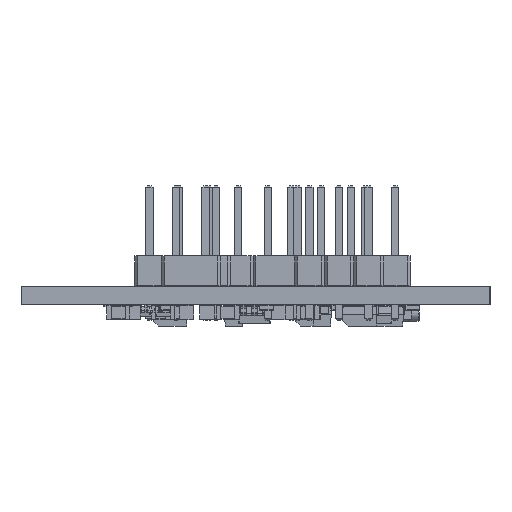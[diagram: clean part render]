
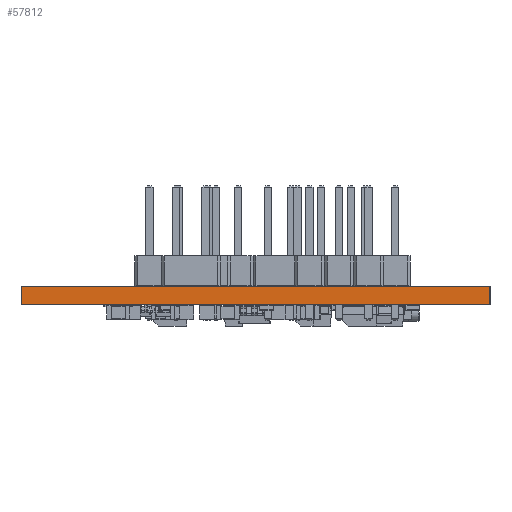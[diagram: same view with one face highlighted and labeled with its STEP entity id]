
A CAD part, left-side view. The second image highlights one B-rep face of the part: STEP entity #57812.
In plain terms, the highlighted planar face has unit normal (-1, 0, 0).
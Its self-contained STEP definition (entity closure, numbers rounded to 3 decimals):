
#57631 = PLANE('',#57632);
#57632 = AXIS2_PLACEMENT_3D('',#57633,#57634,#57635);
#57633 = CARTESIAN_POINT('',(65.786,5.334,0.));
#57634 = DIRECTION('',(0.,-1.,0.));
#57635 = DIRECTION('',(-1.,0.,0.));
#57656 = VERTEX_POINT('',#57657);
#57657 = CARTESIAN_POINT('',(5.334,5.334,1.58));
#57671 = PLANE('',#57672);
#57672 = AXIS2_PLACEMENT_3D('',#57673,#57674,#57675);
#57673 = CARTESIAN_POINT('',(35.56,25.4,1.58));
#57674 = DIRECTION('',(-0.,-0.,-1.));
#57675 = DIRECTION('',(-1.,0.,0.));
#57683 = EDGE_CURVE('',#57684,#57656,#57686,.T.);
#57684 = VERTEX_POINT('',#57685);
#57685 = CARTESIAN_POINT('',(5.334,5.334,0.));
#57686 = SURFACE_CURVE('',#57687,(#57691,#57698),.PCURVE_S1.);
#57687 = LINE('',#57688,#57689);
#57688 = CARTESIAN_POINT('',(5.334,5.334,0.));
#57689 = VECTOR('',#57690,1.);
#57690 = DIRECTION('',(0.,0.,1.));
#57691 = PCURVE('',#57631,#57692);
#57692 = DEFINITIONAL_REPRESENTATION('',(#57693),#57697);
#57693 = LINE('',#57694,#57695);
#57694 = CARTESIAN_POINT('',(60.452,0.));
#57695 = VECTOR('',#57696,1.);
#57696 = DIRECTION('',(0.,-1.));
#57697 = ( GEOMETRIC_REPRESENTATION_CONTEXT(2) 
PARAMETRIC_REPRESENTATION_CONTEXT() REPRESENTATION_CONTEXT('2D SPACE',''
  ) );
#57698 = PCURVE('',#57699,#57704);
#57699 = PLANE('',#57700);
#57700 = AXIS2_PLACEMENT_3D('',#57701,#57702,#57703);
#57701 = CARTESIAN_POINT('',(5.334,5.334,0.));
#57702 = DIRECTION('',(-1.,0.,0.));
#57703 = DIRECTION('',(0.,1.,0.));
#57704 = DEFINITIONAL_REPRESENTATION('',(#57705),#57709);
#57705 = LINE('',#57706,#57707);
#57706 = CARTESIAN_POINT('',(0.,0.));
#57707 = VECTOR('',#57708,1.);
#57708 = DIRECTION('',(0.,-1.));
#57709 = ( GEOMETRIC_REPRESENTATION_CONTEXT(2) 
PARAMETRIC_REPRESENTATION_CONTEXT() REPRESENTATION_CONTEXT('2D SPACE',''
  ) );
#57725 = PLANE('',#57726);
#57726 = AXIS2_PLACEMENT_3D('',#57727,#57728,#57729);
#57727 = CARTESIAN_POINT('',(35.56,25.4,0.));
#57728 = DIRECTION('',(-0.,-0.,-1.));
#57729 = DIRECTION('',(-1.,0.,0.));
#57758 = PLANE('',#57759);
#57759 = AXIS2_PLACEMENT_3D('',#57760,#57761,#57762);
#57760 = CARTESIAN_POINT('',(5.334,45.466,0.));
#57761 = DIRECTION('',(0.,1.,0.));
#57762 = DIRECTION('',(1.,0.,0.));
#57812 = ADVANCED_FACE('',(#57813),#57699,.T.);
#57813 = FACE_BOUND('',#57814,.T.);
#57814 = EDGE_LOOP('',(#57815,#57816,#57839,#57862));
#57815 = ORIENTED_EDGE('',*,*,#57683,.T.);
#57816 = ORIENTED_EDGE('',*,*,#57817,.T.);
#57817 = EDGE_CURVE('',#57656,#57818,#57820,.T.);
#57818 = VERTEX_POINT('',#57819);
#57819 = CARTESIAN_POINT('',(5.334,45.466,1.58));
#57820 = SURFACE_CURVE('',#57821,(#57825,#57832),.PCURVE_S1.);
#57821 = LINE('',#57822,#57823);
#57822 = CARTESIAN_POINT('',(5.334,5.334,1.58));
#57823 = VECTOR('',#57824,1.);
#57824 = DIRECTION('',(0.,1.,0.));
#57825 = PCURVE('',#57699,#57826);
#57826 = DEFINITIONAL_REPRESENTATION('',(#57827),#57831);
#57827 = LINE('',#57828,#57829);
#57828 = CARTESIAN_POINT('',(0.,-1.58));
#57829 = VECTOR('',#57830,1.);
#57830 = DIRECTION('',(1.,0.));
#57831 = ( GEOMETRIC_REPRESENTATION_CONTEXT(2) 
PARAMETRIC_REPRESENTATION_CONTEXT() REPRESENTATION_CONTEXT('2D SPACE',''
  ) );
#57832 = PCURVE('',#57671,#57833);
#57833 = DEFINITIONAL_REPRESENTATION('',(#57834),#57838);
#57834 = LINE('',#57835,#57836);
#57835 = CARTESIAN_POINT('',(30.226,-20.066));
#57836 = VECTOR('',#57837,1.);
#57837 = DIRECTION('',(0.,1.));
#57838 = ( GEOMETRIC_REPRESENTATION_CONTEXT(2) 
PARAMETRIC_REPRESENTATION_CONTEXT() REPRESENTATION_CONTEXT('2D SPACE',''
  ) );
#57839 = ORIENTED_EDGE('',*,*,#57840,.F.);
#57840 = EDGE_CURVE('',#57841,#57818,#57843,.T.);
#57841 = VERTEX_POINT('',#57842);
#57842 = CARTESIAN_POINT('',(5.334,45.466,0.));
#57843 = SURFACE_CURVE('',#57844,(#57848,#57855),.PCURVE_S1.);
#57844 = LINE('',#57845,#57846);
#57845 = CARTESIAN_POINT('',(5.334,45.466,0.));
#57846 = VECTOR('',#57847,1.);
#57847 = DIRECTION('',(0.,0.,1.));
#57848 = PCURVE('',#57699,#57849);
#57849 = DEFINITIONAL_REPRESENTATION('',(#57850),#57854);
#57850 = LINE('',#57851,#57852);
#57851 = CARTESIAN_POINT('',(40.132,0.));
#57852 = VECTOR('',#57853,1.);
#57853 = DIRECTION('',(0.,-1.));
#57854 = ( GEOMETRIC_REPRESENTATION_CONTEXT(2) 
PARAMETRIC_REPRESENTATION_CONTEXT() REPRESENTATION_CONTEXT('2D SPACE',''
  ) );
#57855 = PCURVE('',#57758,#57856);
#57856 = DEFINITIONAL_REPRESENTATION('',(#57857),#57861);
#57857 = LINE('',#57858,#57859);
#57858 = CARTESIAN_POINT('',(0.,0.));
#57859 = VECTOR('',#57860,1.);
#57860 = DIRECTION('',(0.,-1.));
#57861 = ( GEOMETRIC_REPRESENTATION_CONTEXT(2) 
PARAMETRIC_REPRESENTATION_CONTEXT() REPRESENTATION_CONTEXT('2D SPACE',''
  ) );
#57862 = ORIENTED_EDGE('',*,*,#57863,.F.);
#57863 = EDGE_CURVE('',#57684,#57841,#57864,.T.);
#57864 = SURFACE_CURVE('',#57865,(#57869,#57876),.PCURVE_S1.);
#57865 = LINE('',#57866,#57867);
#57866 = CARTESIAN_POINT('',(5.334,5.334,0.));
#57867 = VECTOR('',#57868,1.);
#57868 = DIRECTION('',(0.,1.,0.));
#57869 = PCURVE('',#57699,#57870);
#57870 = DEFINITIONAL_REPRESENTATION('',(#57871),#57875);
#57871 = LINE('',#57872,#57873);
#57872 = CARTESIAN_POINT('',(0.,0.));
#57873 = VECTOR('',#57874,1.);
#57874 = DIRECTION('',(1.,0.));
#57875 = ( GEOMETRIC_REPRESENTATION_CONTEXT(2) 
PARAMETRIC_REPRESENTATION_CONTEXT() REPRESENTATION_CONTEXT('2D SPACE',''
  ) );
#57876 = PCURVE('',#57725,#57877);
#57877 = DEFINITIONAL_REPRESENTATION('',(#57878),#57882);
#57878 = LINE('',#57879,#57880);
#57879 = CARTESIAN_POINT('',(30.226,-20.066));
#57880 = VECTOR('',#57881,1.);
#57881 = DIRECTION('',(0.,1.));
#57882 = ( GEOMETRIC_REPRESENTATION_CONTEXT(2) 
PARAMETRIC_REPRESENTATION_CONTEXT() REPRESENTATION_CONTEXT('2D SPACE',''
  ) );
